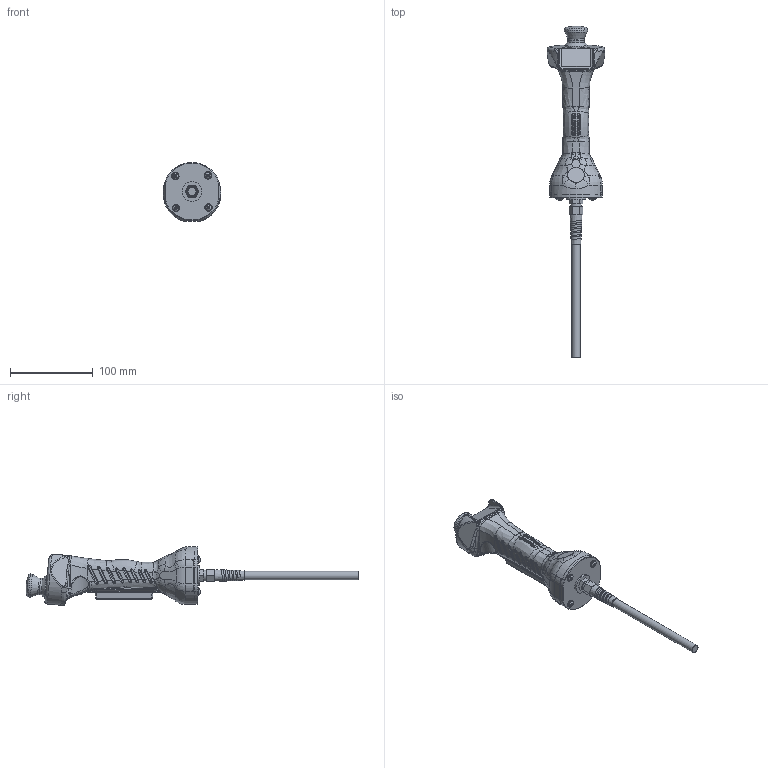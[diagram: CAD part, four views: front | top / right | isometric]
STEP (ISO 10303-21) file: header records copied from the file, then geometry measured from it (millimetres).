
FILE_DESCRIPTION (( 'STEP AP214' ), '1' );
FILE_NAME ('ZEUS11-100400.STEP', '2022-06-28T18:24:07', ( '' ), ( '' ), 'SwSTEP 2.0', 'SolidWorks 2021', '' );
FILE_SCHEMA (( 'AUTOMOTIVE_DESIGN' ));
Length unit declared in the file: inch
Products named in the file (1): ZEUS11-100400
Bounding box: 70 x 402.07 x 71.2 mm (x, y, z)
Volume: 416820.5 mm3; surface area: 91756.3 mm2
Topology: 20 solids, 20 shells, 1166 faces, 2832 edges, 1765 vertices
Faces by surface type: cylinder 407, bspline 389, plane 333, cone 37
Full cylindrical faces by diameter (mm): 1 x4, 2.5 x2, 2.8 x2, 4 x4, 4.2 x2, 4.3 x4, 4.4 x2, 4.5 x4, 4.572 x2, 5 x4, 6 x2, 7.5 x4, 8.4 x2, 9 x4, 10 x3, 10.6 x1, 11.7 x1, 13 x1, 14 x1, 18.5 x1, 19.7 x1, 19.85 x2, 21 x1, 22 x1, 24 x1, 28 x2
Entity records: 69895 total; most frequent: CARTESIAN_POINT 46519, ORIENTED_EDGE 5442, DIRECTION 3700, EDGE_CURVE 2721, VERTEX_POINT 1737, AXIS2_PLACEMENT_3D 1413, EDGE_LOOP 1332, FACE_OUTER_BOUND 1226
